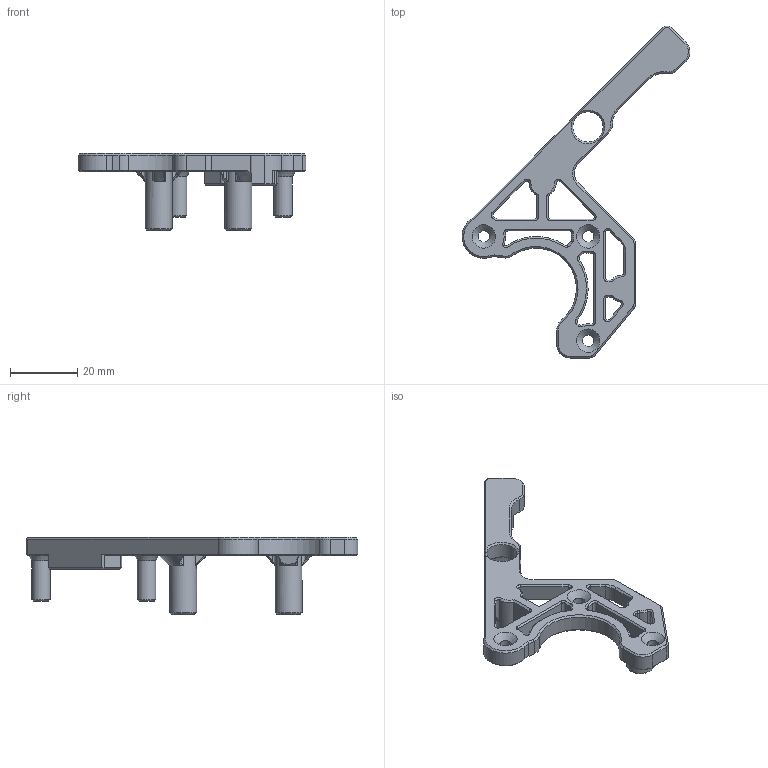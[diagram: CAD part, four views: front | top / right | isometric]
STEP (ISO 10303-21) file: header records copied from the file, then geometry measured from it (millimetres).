
FILE_DESCRIPTION(/* description */ (''),/* implementation_level */ '2;1');
FILE_NAME(/* name */ 'Z motor mount with heat set inserts.step',/* time_stamp */ '2024-03-09T22:13:17+01:00',/* author */ (''),/* organization */ (''),/* preprocessor_version */ 'ST-DEVELOPER v20',/* originating_system */ 'Autodesk Translation Framework v12.20.1.177',/* authorisation */ '');
FILE_SCHEMA (('AUTOMOTIVE_DESIGN { 1 0 10303 214 3 1 1 }'));
Length unit declared in the file: millimetre
Products named in the file (1): z-Axis_Motor_Bracket_Copy_1_-_z-axis_Motor_Bracket
Bounding box: 67.77 x 98.76 x 23 mm (x, y, z)
Volume: 11036.4 mm3; surface area: 8196.1 mm2
Topology: 1 solids, 1 shells, 390 faces, 939 edges, 556 vertices
Faces by surface type: plane 176, cone 123, cylinder 70, bspline 21
Full cylindrical faces by diameter (mm): 2.5 x2, 3.4 x3, 4.4 x4, 5.5 x2, 8 x2, 9 x1
Entity records: 12517 total; most frequent: CARTESIAN_POINT 3472, ORIENTED_EDGE 1878, DIRECTION 1872, EDGE_CURVE 939, AXIS2_PLACEMENT_3D 652, LINE 568, VECTOR 568, VERTEX_POINT 556
